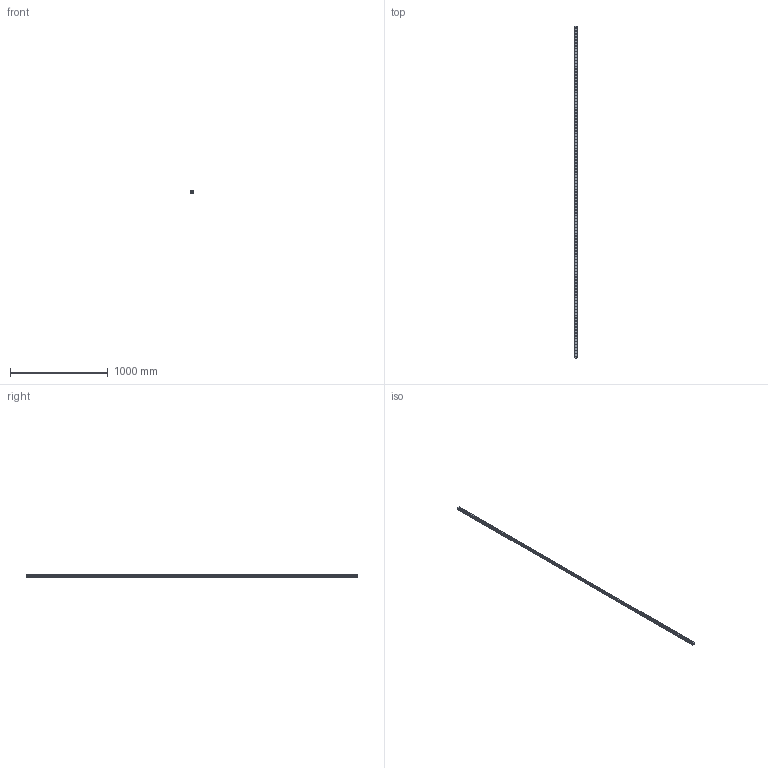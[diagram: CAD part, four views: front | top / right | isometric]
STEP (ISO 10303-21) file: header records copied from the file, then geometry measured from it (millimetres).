
FILE_DESCRIPTION(('STEP AP214'),'1');
FILE_NAME('cctmp_E4636FDA-59F9-4A3C-8287-068597E220CF_2021_03_11_10_37_55_0019..stp','2021-03-11T09:37:55',('HIWIN GmbH'),('CADClick - www.CADClick.com'),'Spatial InterOp 3D',' ','unknown authorization');
FILE_SCHEMA(('AUTOMOTIVE_DESIGN'));
Length unit declared in the file: millimetre
Products named in the file (1): RGR25R3400H_FILE
Bounding box: 23 x 3400 x 23.6 mm (x, y, z)
Volume: 1363905.6 mm3; surface area: 421554.1 mm2
Topology: 1 solids, 1 shells, 1134 faces, 2367 edges, 1578 vertices
Faces by surface type: cylinder 696, plane 438
Entity records: 39979 total; most frequent: DIRECTION 6029, CARTESIAN_POINT 5080, ORIENTED_EDGE 4734, AXIS2_PLACEMENT_3D 2527, EDGE_CURVE 2367, VERTEX_POINT 1578, EDGE_LOOP 1477, CIRCLE 1392
